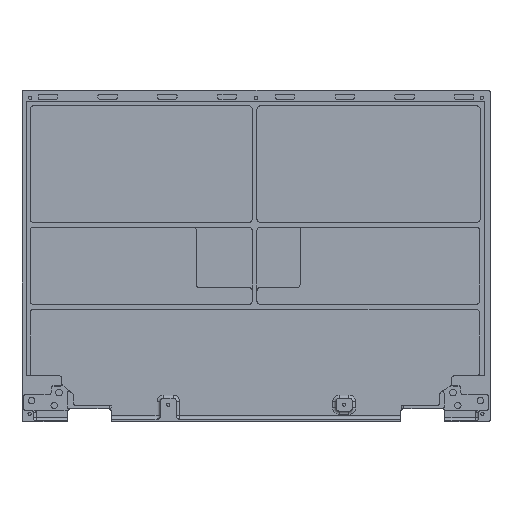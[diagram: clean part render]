
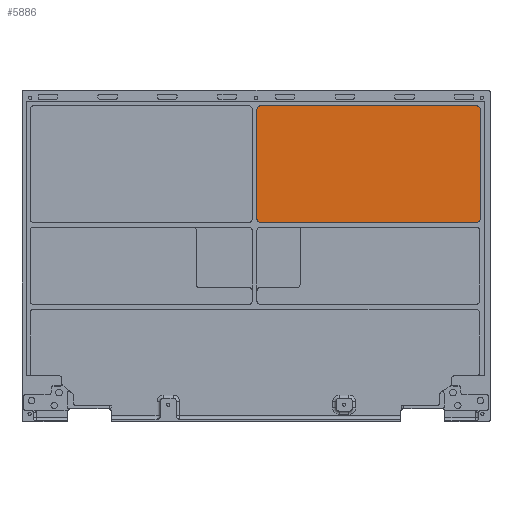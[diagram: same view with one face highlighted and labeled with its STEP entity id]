
A CAD part, top view. The second image highlights one B-rep face of the part: STEP entity #5886.
In plain terms, the highlighted planar face has unit normal (0, 0, 1).
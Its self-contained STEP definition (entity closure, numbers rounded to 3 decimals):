
#231=FACE_OUTER_BOUND('',#565,.T.);
#565=EDGE_LOOP('',(#3916,#3917,#3918,#3919,#3920,#3921,#3922,#3923));
#934=LINE('',#8778,#1522);
#935=LINE('',#8782,#1523);
#936=LINE('',#8786,#1524);
#937=LINE('',#8789,#1525);
#1522=VECTOR('',#6908,1000.);
#1523=VECTOR('',#6911,1000.);
#1524=VECTOR('',#6914,10.);
#1525=VECTOR('',#6917,10.);
#2110=CIRCLE('',#6245,2.);
#2111=CIRCLE('',#6246,2.);
#2112=CIRCLE('',#6247,2.);
#2113=CIRCLE('',#6248,2.);
#2409=VERTEX_POINT('',#8774);
#2410=VERTEX_POINT('',#8775);
#2411=VERTEX_POINT('',#8777);
#2412=VERTEX_POINT('',#8779);
#2413=VERTEX_POINT('',#8781);
#2414=VERTEX_POINT('',#8783);
#2415=VERTEX_POINT('',#8785);
#2416=VERTEX_POINT('',#8787);
#3010=EDGE_CURVE('',#2409,#2410,#2110,.T.);
#3011=EDGE_CURVE('',#2411,#2409,#934,.T.);
#3012=EDGE_CURVE('',#2412,#2411,#2111,.T.);
#3013=EDGE_CURVE('',#2413,#2412,#935,.T.);
#3014=EDGE_CURVE('',#2414,#2413,#2112,.T.);
#3015=EDGE_CURVE('',#2415,#2414,#936,.T.);
#3016=EDGE_CURVE('',#2416,#2415,#2113,.T.);
#3017=EDGE_CURVE('',#2410,#2416,#937,.T.);
#3916=ORIENTED_EDGE('',*,*,#3010,.F.);
#3917=ORIENTED_EDGE('',*,*,#3011,.F.);
#3918=ORIENTED_EDGE('',*,*,#3012,.F.);
#3919=ORIENTED_EDGE('',*,*,#3013,.F.);
#3920=ORIENTED_EDGE('',*,*,#3014,.F.);
#3921=ORIENTED_EDGE('',*,*,#3015,.F.);
#3922=ORIENTED_EDGE('',*,*,#3016,.F.);
#3923=ORIENTED_EDGE('',*,*,#3017,.F.);
#5710=PLANE('',#6244);
#5886=ADVANCED_FACE('',(#231),#5710,.F.);
#6244=AXIS2_PLACEMENT_3D('',#8773,#6904,#6905);
#6245=AXIS2_PLACEMENT_3D('',#8776,#6906,#6907);
#6246=AXIS2_PLACEMENT_3D('',#8780,#6909,#6910);
#6247=AXIS2_PLACEMENT_3D('',#8784,#6912,#6913);
#6248=AXIS2_PLACEMENT_3D('',#8788,#6915,#6916);
#6904=DIRECTION('center_axis',(0.,0.,-1.));
#6905=DIRECTION('ref_axis',(-1.,0.,0.));
#6906=DIRECTION('center_axis',(0.,0.,-1.));
#6907=DIRECTION('ref_axis',(-0.707,0.707,0.));
#6908=DIRECTION('',(0.,1.,0.));
#6909=DIRECTION('center_axis',(0.,0.,-1.));
#6910=DIRECTION('ref_axis',(-0.707,-0.707,0.));
#6911=DIRECTION('',(-1.,0.,0.));
#6912=DIRECTION('center_axis',(0.,0.,-1.));
#6913=DIRECTION('ref_axis',(0.707,-0.707,0.));
#6914=DIRECTION('',(0.,-1.,0.));
#6915=DIRECTION('center_axis',(0.,0.,-1.));
#6916=DIRECTION('ref_axis',(0.707,0.707,0.));
#6917=DIRECTION('',(1.,0.,0.));
#8773=CARTESIAN_POINT('Origin',(0.,0.,0.));
#8774=CARTESIAN_POINT('',(2.6,100.079,0.));
#8775=CARTESIAN_POINT('',(4.6,102.079,0.));
#8776=CARTESIAN_POINT('Origin',(4.6,100.079,0.));
#8777=CARTESIAN_POINT('',(2.6,31.887,0.));
#8778=CARTESIAN_POINT('',(2.6,29.887,0.));
#8779=CARTESIAN_POINT('',(4.6,29.887,0.));
#8780=CARTESIAN_POINT('Origin',(4.6,31.887,0.));
#8781=CARTESIAN_POINT('',(138.843,29.887,0.));
#8782=CARTESIAN_POINT('',(2.6,29.887,0.));
#8783=CARTESIAN_POINT('',(140.843,31.887,0.));
#8784=CARTESIAN_POINT('Origin',(138.843,31.887,0.));
#8785=CARTESIAN_POINT('',(140.843,100.079,0.));
#8786=CARTESIAN_POINT('',(140.843,102.079,0.));
#8787=CARTESIAN_POINT('',(138.843,102.079,0.));
#8788=CARTESIAN_POINT('Origin',(138.843,100.079,0.));
#8789=CARTESIAN_POINT('',(127.123,102.079,0.));
